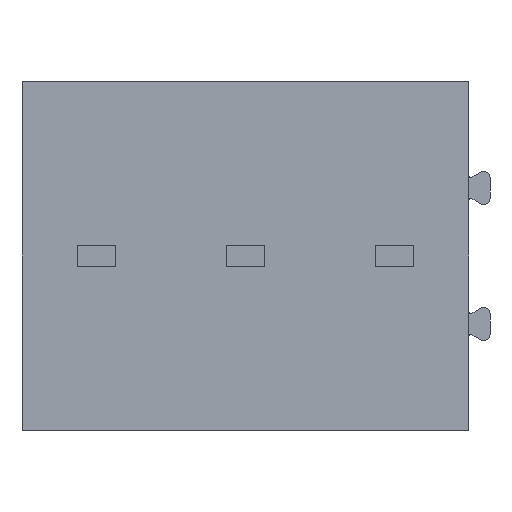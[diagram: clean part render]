
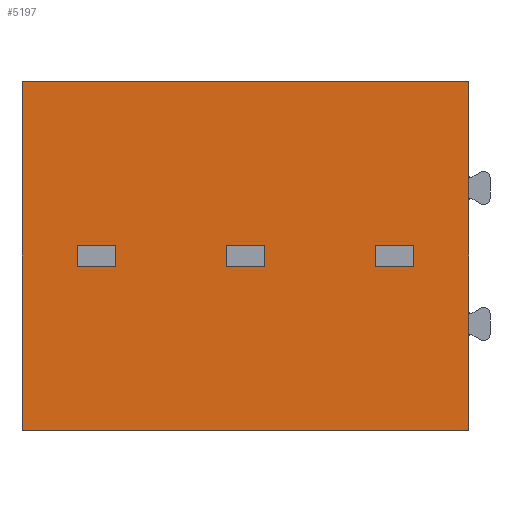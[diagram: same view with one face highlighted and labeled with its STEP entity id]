
A CAD part, front view. The second image highlights one B-rep face of the part: STEP entity #5197.
In plain terms, the highlighted planar face has unit normal (0, -1, 0).
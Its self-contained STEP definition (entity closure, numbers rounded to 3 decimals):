
#200=DIRECTION('',(0.,0.,1.));
#201=VECTOR('',#200,8.2);
#202=CARTESIAN_POINT('',(5.25,-6.3,-8.2));
#203=LINE('',#202,#201);
#228=DIRECTION('',(-1.,0.,0.));
#229=VECTOR('',#228,10.5);
#230=CARTESIAN_POINT('',(5.25,-6.3,0.));
#231=LINE('',#230,#229);
#286=DIRECTION('',(-1.,0.,0.));
#287=VECTOR('',#286,10.5);
#288=CARTESIAN_POINT('',(5.25,-6.3,-8.2));
#289=LINE('',#288,#287);
#290=DIRECTION('',(0.,0.,1.));
#291=VECTOR('',#290,0.5);
#292=CARTESIAN_POINT('',(3.95,-6.3,-4.35));
#293=LINE('',#292,#291);
#294=DIRECTION('',(-1.,0.,0.));
#295=VECTOR('',#294,0.9);
#296=CARTESIAN_POINT('',(3.95,-6.3,-3.85));
#297=LINE('',#296,#295);
#298=DIRECTION('',(0.,0.,-1.));
#299=VECTOR('',#298,0.5);
#300=CARTESIAN_POINT('',(3.05,-6.3,-3.85));
#301=LINE('',#300,#299);
#302=DIRECTION('',(1.,0.,0.));
#303=VECTOR('',#302,0.9);
#304=CARTESIAN_POINT('',(3.05,-6.3,-4.35));
#305=LINE('',#304,#303);
#306=DIRECTION('',(0.,0.,1.));
#307=VECTOR('',#306,0.5);
#308=CARTESIAN_POINT('',(0.45,-6.3,-4.35));
#309=LINE('',#308,#307);
#310=DIRECTION('',(-1.,0.,0.));
#311=VECTOR('',#310,0.9);
#312=CARTESIAN_POINT('',(0.45,-6.3,-3.85));
#313=LINE('',#312,#311);
#314=DIRECTION('',(0.,0.,-1.));
#315=VECTOR('',#314,0.5);
#316=CARTESIAN_POINT('',(-0.45,-6.3,-3.85));
#317=LINE('',#316,#315);
#318=DIRECTION('',(1.,0.,0.));
#319=VECTOR('',#318,0.9);
#320=CARTESIAN_POINT('',(-0.45,-6.3,-4.35));
#321=LINE('',#320,#319);
#322=DIRECTION('',(0.,0.,1.));
#323=VECTOR('',#322,0.5);
#324=CARTESIAN_POINT('',(-3.05,-6.3,-4.35));
#325=LINE('',#324,#323);
#326=DIRECTION('',(-1.,0.,0.));
#327=VECTOR('',#326,0.9);
#328=CARTESIAN_POINT('',(-3.05,-6.3,-3.85));
#329=LINE('',#328,#327);
#330=DIRECTION('',(0.,0.,-1.));
#331=VECTOR('',#330,0.5);
#332=CARTESIAN_POINT('',(-3.95,-6.3,-3.85));
#333=LINE('',#332,#331);
#334=DIRECTION('',(1.,0.,0.));
#335=VECTOR('',#334,0.9);
#336=CARTESIAN_POINT('',(-3.95,-6.3,-4.35));
#337=LINE('',#336,#335);
#1191=DIRECTION('',(0.,0.,1.));
#1192=VECTOR('',#1191,8.2);
#1193=CARTESIAN_POINT('',(-5.25,-6.3,-8.2));
#1194=LINE('',#1193,#1192);
#4202=CARTESIAN_POINT('',(5.25,-6.3,-8.2));
#4203=CARTESIAN_POINT('',(5.25,-6.3,0.));
#4204=VERTEX_POINT('',#4202);
#4205=VERTEX_POINT('',#4203);
#4210=CARTESIAN_POINT('',(-5.25,-6.3,-8.2));
#4211=CARTESIAN_POINT('',(-5.25,-6.3,0.));
#4212=VERTEX_POINT('',#4210);
#4213=VERTEX_POINT('',#4211);
#4426=CARTESIAN_POINT('',(3.95,-6.3,-4.35));
#4427=VERTEX_POINT('',#4426);
#4428=CARTESIAN_POINT('',(3.95,-6.3,-3.85));
#4429=VERTEX_POINT('',#4428);
#4430=CARTESIAN_POINT('',(3.05,-6.3,-3.85));
#4431=VERTEX_POINT('',#4430);
#4432=CARTESIAN_POINT('',(3.05,-6.3,-4.35));
#4433=VERTEX_POINT('',#4432);
#4705=CARTESIAN_POINT('',(0.45,-6.3,-4.35));
#4706=VERTEX_POINT('',#4705);
#4707=CARTESIAN_POINT('',(0.45,-6.3,-3.85));
#4708=VERTEX_POINT('',#4707);
#4709=CARTESIAN_POINT('',(-0.45,-6.3,-3.85));
#4710=VERTEX_POINT('',#4709);
#4711=CARTESIAN_POINT('',(-0.45,-6.3,-4.35));
#4712=VERTEX_POINT('',#4711);
#4821=CARTESIAN_POINT('',(-3.05,-6.3,-4.35));
#4822=VERTEX_POINT('',#4821);
#4823=CARTESIAN_POINT('',(-3.05,-6.3,-3.85));
#4824=VERTEX_POINT('',#4823);
#4825=CARTESIAN_POINT('',(-3.95,-6.3,-3.85));
#4826=VERTEX_POINT('',#4825);
#4827=CARTESIAN_POINT('',(-3.95,-6.3,-4.35));
#4828=VERTEX_POINT('',#4827);
#5154=CARTESIAN_POINT('',(5.25,-6.3,-8.2));
#5155=DIRECTION('',(0.,-1.,0.));
#5156=DIRECTION('',(0.,0.,1.));
#5157=AXIS2_PLACEMENT_3D('',#5154,#5155,#5156);
#5158=PLANE('',#5157);
#5159=ORIENTED_EDGE('',*,*,#5056,.F.);
#5161=ORIENTED_EDGE('',*,*,#5160,.T.);
#5163=ORIENTED_EDGE('',*,*,#5162,.T.);
#5164=ORIENTED_EDGE('',*,*,#5116,.F.);
#5165=EDGE_LOOP('',(#5159,#5161,#5163,#5164));
#5166=FACE_OUTER_BOUND('',#5165,.F.);
#5168=ORIENTED_EDGE('',*,*,#5167,.T.);
#5170=ORIENTED_EDGE('',*,*,#5169,.T.);
#5172=ORIENTED_EDGE('',*,*,#5171,.T.);
#5174=ORIENTED_EDGE('',*,*,#5173,.T.);
#5175=EDGE_LOOP('',(#5168,#5170,#5172,#5174));
#5176=FACE_BOUND('',#5175,.F.);
#5178=ORIENTED_EDGE('',*,*,#5177,.T.);
#5180=ORIENTED_EDGE('',*,*,#5179,.T.);
#5182=ORIENTED_EDGE('',*,*,#5181,.T.);
#5184=ORIENTED_EDGE('',*,*,#5183,.T.);
#5185=EDGE_LOOP('',(#5178,#5180,#5182,#5184));
#5186=FACE_BOUND('',#5185,.F.);
#5188=ORIENTED_EDGE('',*,*,#5187,.T.);
#5190=ORIENTED_EDGE('',*,*,#5189,.T.);
#5192=ORIENTED_EDGE('',*,*,#5191,.T.);
#5194=ORIENTED_EDGE('',*,*,#5193,.T.);
#5195=EDGE_LOOP('',(#5188,#5190,#5192,#5194));
#5196=FACE_BOUND('',#5195,.F.);
#5056=EDGE_CURVE('',#4204,#4205,#203,.T.);
#5116=EDGE_CURVE('',#4205,#4213,#231,.T.);
#5160=EDGE_CURVE('',#4204,#4212,#289,.T.);
#5162=EDGE_CURVE('',#4212,#4213,#1194,.T.);
#5167=EDGE_CURVE('',#4427,#4429,#293,.T.);
#5169=EDGE_CURVE('',#4429,#4431,#297,.T.);
#5171=EDGE_CURVE('',#4431,#4433,#301,.T.);
#5173=EDGE_CURVE('',#4433,#4427,#305,.T.);
#5177=EDGE_CURVE('',#4706,#4708,#309,.T.);
#5179=EDGE_CURVE('',#4708,#4710,#313,.T.);
#5181=EDGE_CURVE('',#4710,#4712,#317,.T.);
#5183=EDGE_CURVE('',#4712,#4706,#321,.T.);
#5187=EDGE_CURVE('',#4822,#4824,#325,.T.);
#5189=EDGE_CURVE('',#4824,#4826,#329,.T.);
#5191=EDGE_CURVE('',#4826,#4828,#333,.T.);
#5193=EDGE_CURVE('',#4828,#4822,#337,.T.);
#5197=ADVANCED_FACE('',(#5166,#5176,#5186,#5196),#5158,.T.);
